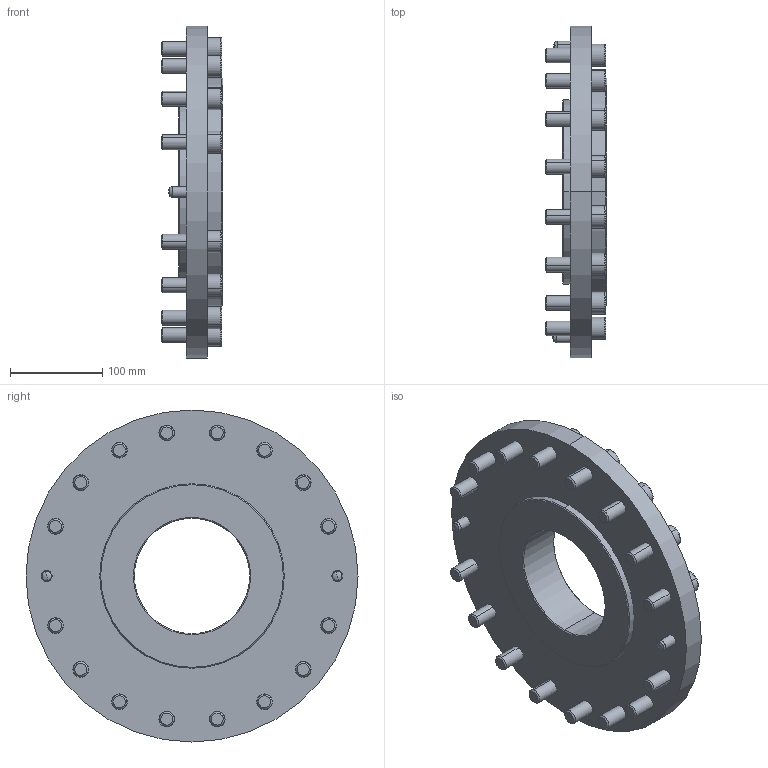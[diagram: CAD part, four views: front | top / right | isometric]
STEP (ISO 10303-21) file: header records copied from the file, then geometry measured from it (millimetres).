
FILE_DESCRIPTION (( 'STEP AP214' ), '1' );
FILE_NAME ('P6915.STEP', '2021-08-17T11:02:21', ( '' ), ( '' ), 'SwSTEP 2.0', 'SolidWorks 2019', '' );
FILE_SCHEMA (( 'AUTOMOTIVE_DESIGN' ));
Length unit declared in the file: millimetre
Products named in the file (1): P6915
Bounding box: 67 x 360 x 360 mm (x, y, z)
Volume: 2935451.2 mm3; surface area: 353576.8 mm2
Topology: 19 solids, 19 shells, 420 faces, 932 edges, 568 vertices
Faces by surface type: plane 164, cylinder 140, cone 76, torus 32, sphere 8
Entity records: 16256 total; most frequent: DIRECTION 2138, CARTESIAN_POINT 1889, ORIENTED_EDGE 1800, EDGE_CURVE 900, AXIS2_PLACEMENT_3D 817, VERTEX_POINT 568, LINE 504, VECTOR 504
